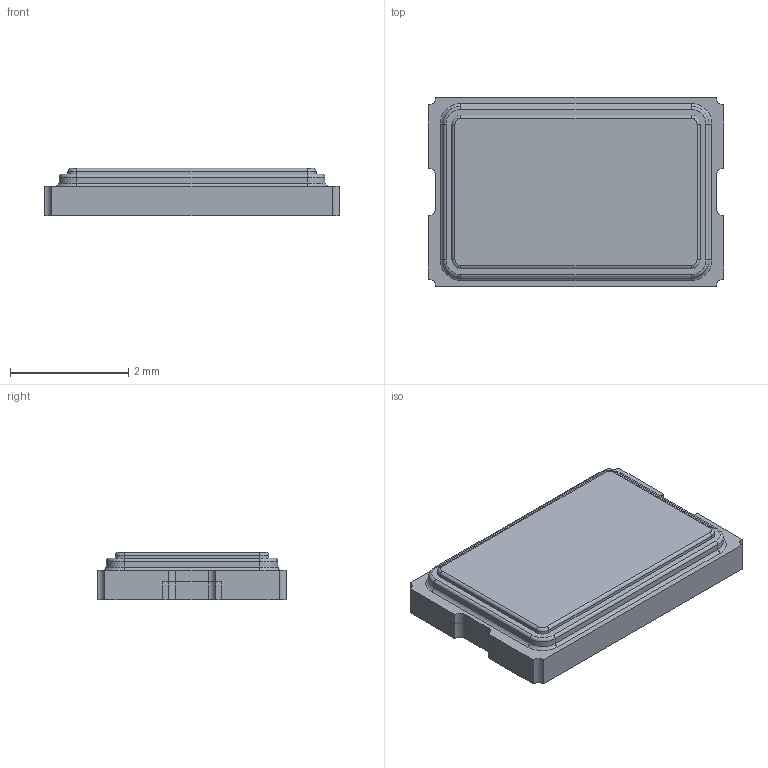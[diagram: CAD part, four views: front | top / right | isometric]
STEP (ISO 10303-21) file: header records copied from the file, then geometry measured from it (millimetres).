
FILE_DESCRIPTION(/* description */ (''),/* implementation_level */ '2;1');
FILE_NAME(/* name */ '5032_crystal_oscillator.step',/* time_stamp */ '2024-05-03T11:55:42+02:00',/* author */ (''),/* organization */ (''),/* preprocessor_version */ 'ST-DEVELOPER v20',/* originating_system */ 'Autodesk Translation Framework v12.20.1.177',/* authorisation */ '');
FILE_SCHEMA (('AUTOMOTIVE_DESIGN { 1 0 10303 214 3 1 1 }'));
Length unit declared in the file: millimetre
Products named in the file (1): 5032_crystal_oscillator
Bounding box: 5 x 3.2 x 0.8 mm (x, y, z)
Volume: 11.6 mm3; surface area: 95.5 mm2
Topology: 5 solids, 5 shells, 114 faces, 288 edges, 184 vertices
Faces by surface type: plane 66, cylinder 36, torus 12
Entity records: 3458 total; most frequent: DIRECTION 602, CARTESIAN_POINT 587, ORIENTED_EDGE 576, EDGE_CURVE 288, LINE 204, VECTOR 204, AXIS2_PLACEMENT_3D 199, VERTEX_POINT 184
